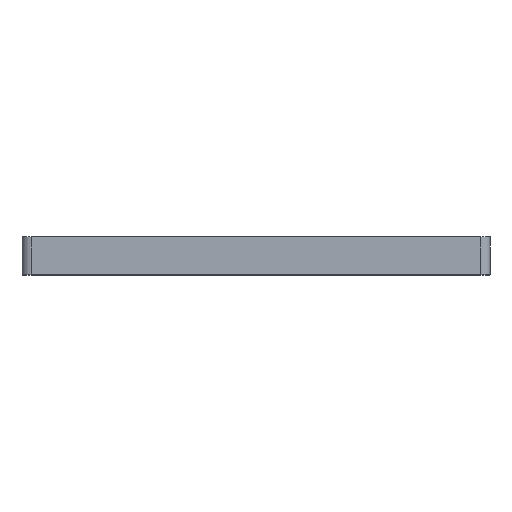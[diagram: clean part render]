
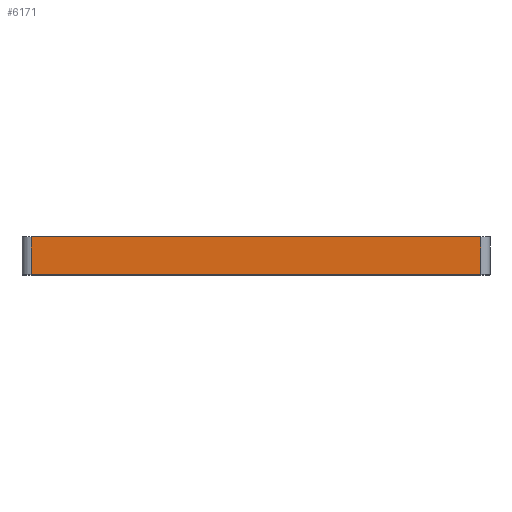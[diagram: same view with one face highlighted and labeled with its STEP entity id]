
A CAD part, top view. The second image highlights one B-rep face of the part: STEP entity #6171.
In plain terms, the highlighted planar face has unit normal (0, 0, 1).
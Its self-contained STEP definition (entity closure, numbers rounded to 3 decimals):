
#153 = DIRECTION ( 'NONE',  ( 0., 1., 0. ) ) ;
#373 = EDGE_CURVE ( 'NONE', #3380, #5053, #12978, .T. ) ;
#460 = DIRECTION ( 'NONE',  ( 1., 0., 0. ) ) ;
#1239 = ORIENTED_EDGE ( 'NONE', *, *, #4712, .T. ) ;
#1491 = CARTESIAN_POINT ( 'NONE',  ( -48., 8., 50. ) ) ;
#1969 = ORIENTED_EDGE ( 'NONE', *, *, #3256, .F. ) ;
#3256 = EDGE_CURVE ( 'NONE', #3380, #3670, #9630, .T. ) ;
#3320 = LINE ( 'NONE', #11168, #14412 ) ;
#3380 = VERTEX_POINT ( 'NONE', #3807 ) ;
#3670 = VERTEX_POINT ( 'NONE', #12024 ) ;
#3807 = CARTESIAN_POINT ( 'NONE',  ( -48., 8., 50. ) ) ;
#4142 = VECTOR ( 'NONE', #8319, 1000. ) ;
#4430 = EDGE_LOOP ( 'NONE', ( #1969, #11268, #1239, #5225 ) ) ;
#4665 = CARTESIAN_POINT ( 'NONE',  ( -48., 0., 50. ) ) ;
#4712 = EDGE_CURVE ( 'NONE', #5053, #13641, #12753, .T. ) ;
#5053 = VERTEX_POINT ( 'NONE', #4665 ) ;
#5225 = ORIENTED_EDGE ( 'NONE', *, *, #7432, .T. ) ;
#6171 = ADVANCED_FACE ( 'NONE', ( #14129 ), #13477, .F. ) ;
#6998 = CARTESIAN_POINT ( 'NONE',  ( -50., 0., 50. ) ) ;
#7432 = EDGE_CURVE ( 'NONE', #13641, #3670, #3320, .T. ) ;
#8125 = CARTESIAN_POINT ( 'NONE',  ( -50., 8., 50. ) ) ;
#8222 = DIRECTION ( 'NONE',  ( 0., 0., -1. ) ) ;
#8319 = DIRECTION ( 'NONE',  ( 0., -1., 0. ) ) ;
#8605 = VECTOR ( 'NONE', #13131, 1000. ) ;
#9630 = LINE ( 'NONE', #13030, #8605 ) ;
#11168 = CARTESIAN_POINT ( 'NONE',  ( 48., 8., 50. ) ) ;
#11268 = ORIENTED_EDGE ( 'NONE', *, *, #373, .T. ) ;
#11425 = VECTOR ( 'NONE', #460, 1000. ) ;
#11453 = DIRECTION ( 'NONE',  ( -1., 0., 0. ) ) ;
#11718 = CARTESIAN_POINT ( 'NONE',  ( 48., 0., 50. ) ) ;
#12024 = CARTESIAN_POINT ( 'NONE',  ( 48., 8., 50. ) ) ;
#12640 = AXIS2_PLACEMENT_3D ( 'NONE', #8125, #8222, #11453 ) ;
#12753 = LINE ( 'NONE', #6998, #11425 ) ;
#12978 = LINE ( 'NONE', #1491, #4142 ) ;
#13030 = CARTESIAN_POINT ( 'NONE',  ( -50., 8., 50. ) ) ;
#13131 = DIRECTION ( 'NONE',  ( 1., 0., 0. ) ) ;
#13477 = PLANE ( 'NONE',  #12640 ) ;
#13641 = VERTEX_POINT ( 'NONE', #11718 ) ;
#14129 = FACE_OUTER_BOUND ( 'NONE', #4430, .T. ) ;
#14412 = VECTOR ( 'NONE', #153, 1000. ) ;
